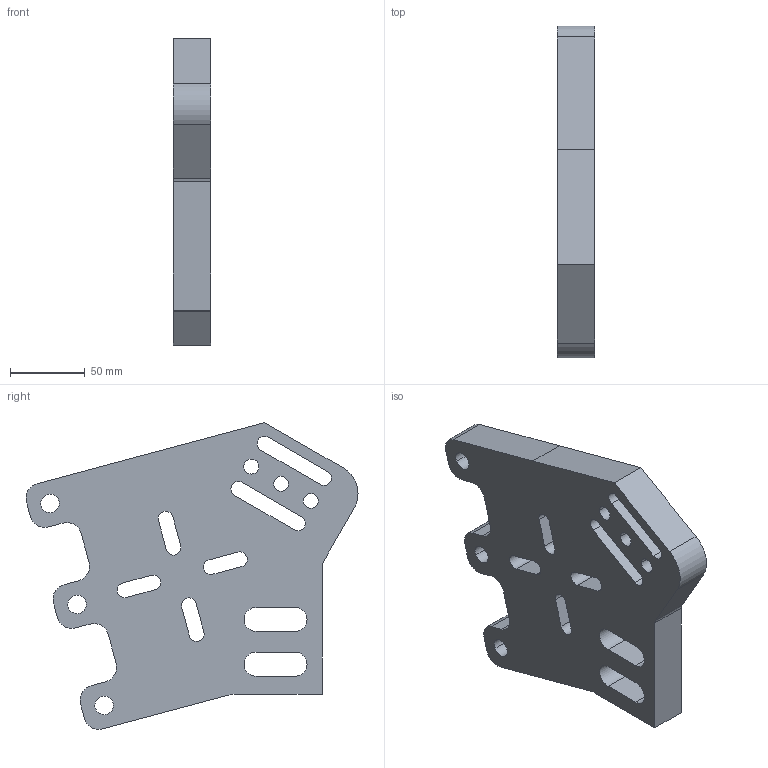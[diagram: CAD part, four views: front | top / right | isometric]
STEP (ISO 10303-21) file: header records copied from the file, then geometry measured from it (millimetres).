
FILE_DESCRIPTION(('Open CASCADE Model'),'2;1');
FILE_NAME('Open CASCADE Shape Model','2019-06-01T00:25:47',('Author'),( 'Open CASCADE'),'Open CASCADE STEP processor 7.3','Open CASCADE 7.3' ,'Unknown');
FILE_SCHEMA(('AUTOMOTIVE_DESIGN { 1 0 10303 214 1 1 1 1 }'));
Length unit declared in the file: millimetre
Products named in the file (1): Open CASCADE STEP translator 7.3 1
Bounding box: 25 x 222.31 x 205.37 mm (x, y, z)
Volume: 640802.2 mm3; surface area: 96086.1 mm2
Topology: 1 solids, 1 shells, 84 faces, 237 edges, 158 vertices
Faces by surface type: cylinder 47, plane 37
Entity records: 6577 total; most frequent: DIRECTION 975, CARTESIAN_POINT 954, LINE 523, VECTOR 523, ORIENTED_EDGE 474, PCURVE 474, DEFINITIONAL_REPRESENTATION 474, EDGE_CURVE 237
